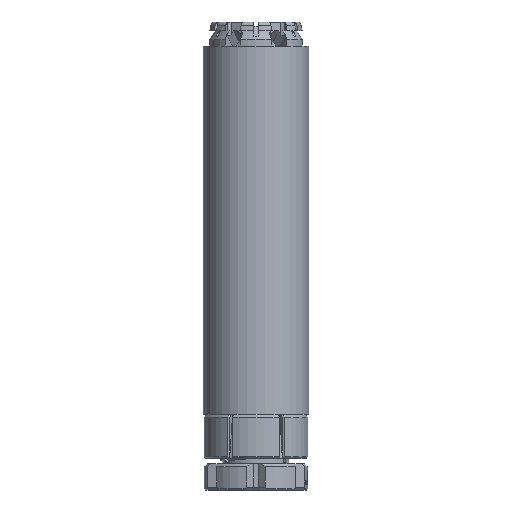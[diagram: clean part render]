
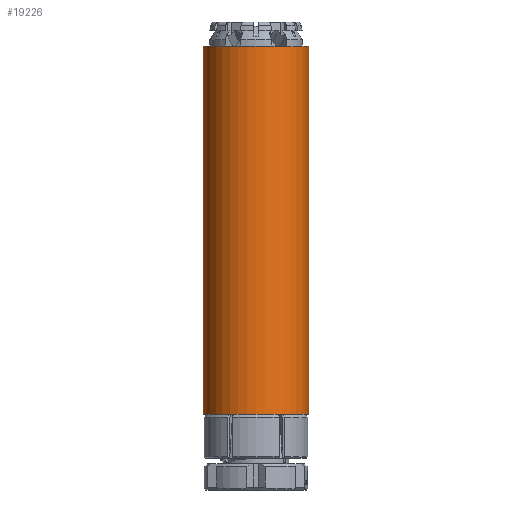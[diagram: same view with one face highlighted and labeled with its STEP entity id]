
A CAD part, front view. The second image highlights one B-rep face of the part: STEP entity #19226.
In plain terms, the highlighted cylindrical face has radius 19.05 mm (diameter 38.1 mm), a full revolution.
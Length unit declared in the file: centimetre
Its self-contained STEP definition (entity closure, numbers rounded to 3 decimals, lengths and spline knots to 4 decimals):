
#420=CYLINDRICAL_SURFACE('',#20305,1.905);
#594=CIRCLE('',#20306,1.905);
#595=CIRCLE('',#20307,1.905);
#2578=VERTEX_POINT('',#39465);
#2579=VERTEX_POINT('',#39467);
#7953=EDGE_CURVE('',#2578,#2578,#594,.T.);
#7954=EDGE_CURVE('',#2579,#2579,#595,.T.);
#12392=ORIENTED_EDGE('',*,*,#7953,.T.);
#12393=ORIENTED_EDGE('',*,*,#7954,.T.);
#16951=EDGE_LOOP('',(#12392));
#16952=EDGE_LOOP('',(#12393));
#18092=FACE_BOUND('',#16951,.T.);
#18093=FACE_BOUND('',#16952,.T.);
#19226=ADVANCED_FACE('',(#18092,#18093),#420,.T.);
#20305=AXIS2_PLACEMENT_3D('',#39463,#22036,#22037);
#20306=AXIS2_PLACEMENT_3D('',#39464,#22038,#22039);
#20307=AXIS2_PLACEMENT_3D('',#39466,#22040,#22041);
#22036=DIRECTION('',(0.,0.,1.));
#22037=DIRECTION('',(1.905,0.,0.));
#22038=DIRECTION('',(0.,0.,-1.));
#22039=DIRECTION('',(1.905,0.,0.));
#22040=DIRECTION('',(0.,0.,1.));
#22041=DIRECTION('',(1.905,0.,0.));
#39463=CARTESIAN_POINT('',(0.,6.35,0.));
#39464=CARTESIAN_POINT('',(0.,6.35,13.335));
#39465=CARTESIAN_POINT('',(1.905,6.35,13.335));
#39466=CARTESIAN_POINT('',(0.,6.35,0.));
#39467=CARTESIAN_POINT('',(1.905,6.35,0.));
